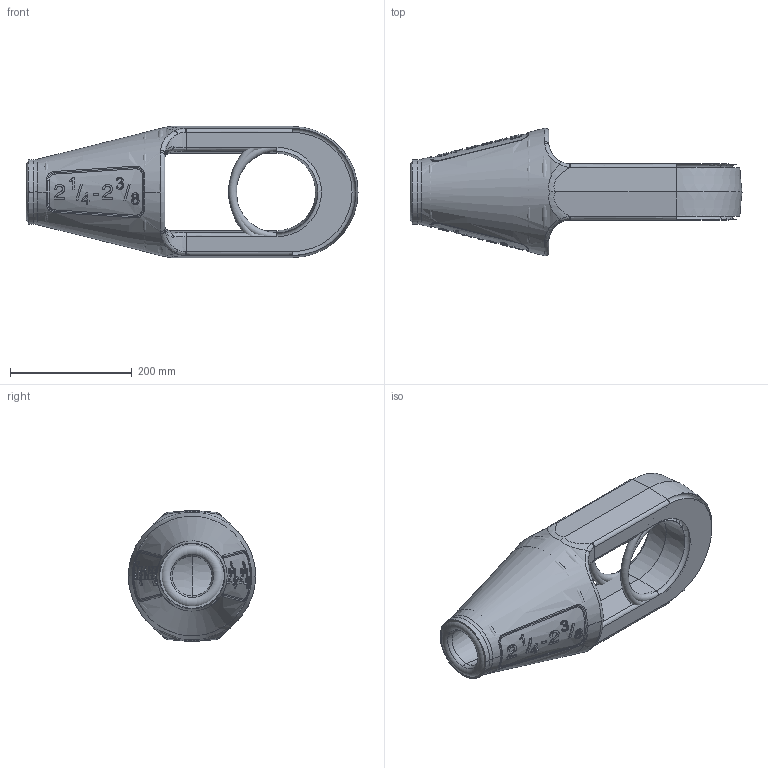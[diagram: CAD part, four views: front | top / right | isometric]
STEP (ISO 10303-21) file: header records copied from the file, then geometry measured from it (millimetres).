
FILE_DESCRIPTION((''),'2;1');
FILE_NAME('CROSBY_417_238_1040153-1040162','2011-08-31T',('Alan Doughty'),('The Crosby Group LLC'),'PRO/ENGINEER BY PARAMETRIC TECHNOLOGY CORPORATION, 2010230','PRO/ENGINEER BY PARAMETRIC TECHNOLOGY CORPORATION, 2010230','');
FILE_SCHEMA(('CONFIG_CONTROL_DESIGN'));
Length unit declared in the file: inch
Products named in the file (1): CROSBY_417_238_1040153-1040162
Bounding box: 546.09 x 209.53 x 215.9 mm (x, y, z)
Surface area: 560688.3 mm2 (no closed solid volume)
Topology: 0 solids, 0 shells, 289 faces, 1458 edges, 1442 vertices
Faces by surface type: bspline 261, torus 24, sphere 4
Entity records: 27728 total; most frequent: CARTESIAN_POINT 16843, DEFINITIONAL_REPRESENTATION 1430, PCURVE 1430, COMPOSITE_CURVE_SEGMENT 1430, DIRECTION 1366, TRIMMED_CURVE 1084, B_SPLINE_CURVE_WITH_KNOTS 1061, VECTOR 858
